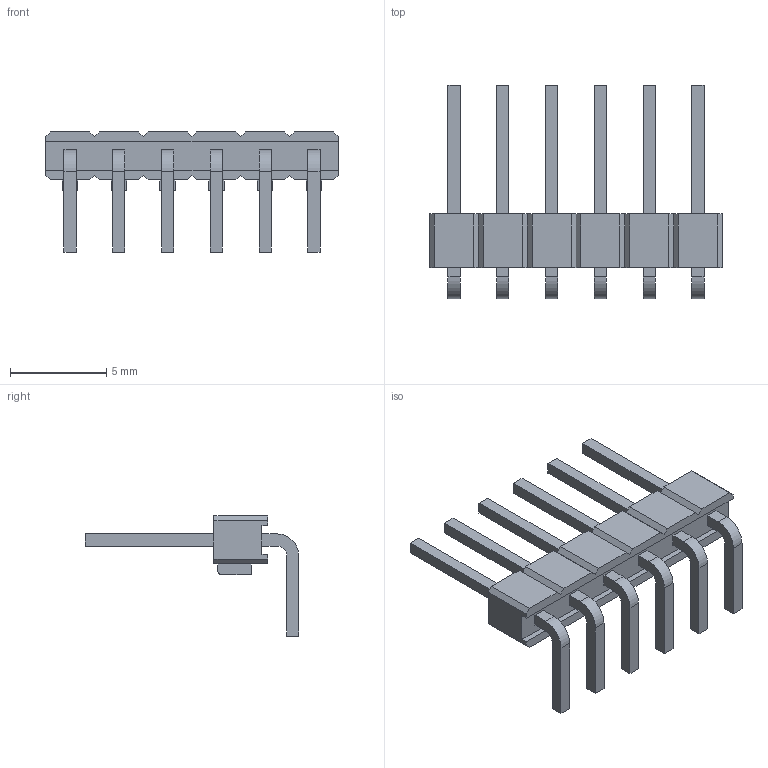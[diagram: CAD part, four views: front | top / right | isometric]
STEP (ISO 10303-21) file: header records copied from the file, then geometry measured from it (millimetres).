
FILE_DESCRIPTION((''),'2;1');
FILE_NAME('TYCO_826947-6.stp','2014-11-26T08:31:25',(''),(''),'Mechanical Desktop 2011','Mechanical Desktop 2011',', , ');
FILE_SCHEMA(('AUTOMOTIVE_DESIGN { 1 2 10303 214 1 1 1 1 }'));
Length unit declared in the file: millimetre
Products named in the file (1): Product
Bounding box: 15.24 x 11.12 x 6.25 mm (x, y, z)
Volume: 133.1 mm3; surface area: 424.9 mm2
Topology: 19 solids, 19 shells, 182 faces, 432 edges, 288 vertices
Faces by surface type: plane 161, cylinder 18, bspline 3
Entity records: 5206 total; most frequent: CARTESIAN_POINT 912, ORIENTED_EDGE 864, DIRECTION 828, EDGE_CURVE 432, VECTOR 396, LINE 396, VERTEX_POINT 288, AXIS2_PLACEMENT_3D 216
